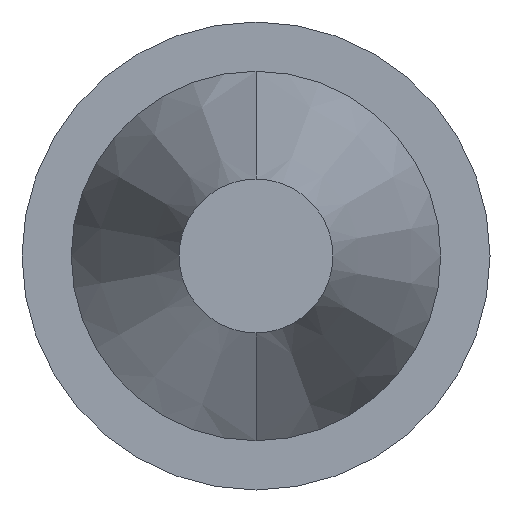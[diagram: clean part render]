
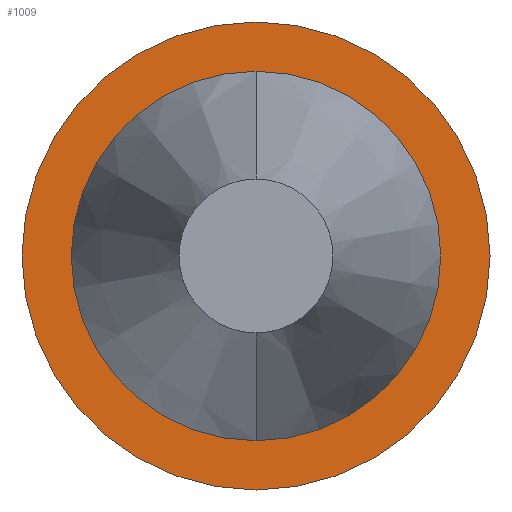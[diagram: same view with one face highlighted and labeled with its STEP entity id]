
A CAD part, front view. The second image highlights one B-rep face of the part: STEP entity #1009.
In plain terms, the highlighted planar face has unit normal (0, -1, 0).
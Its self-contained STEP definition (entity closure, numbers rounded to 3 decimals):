
#7 = VERTEX_POINT ( 'NONE', #51 ) ;
#51 = CARTESIAN_POINT ( 'NONE',  ( 0., 20.05, -2. ) ) ;
#169 = DIRECTION ( 'NONE',  ( 0., 1., 0. ) ) ;
#182 = AXIS2_PLACEMENT_3D ( 'NONE', #629, #169, #824 ) ;
#186 = ORIENTED_EDGE ( 'NONE', *, *, #230, .T. ) ;
#190 = CARTESIAN_POINT ( 'NONE',  ( 0., 20.05, 0. ) ) ;
#230 = EDGE_CURVE ( 'Defeature ausgef�hrt2_2+Defeature ausgef�hrt2_3+Defeature ausgef�hrt2_3+Defeature ausgef�hrt2_3', #260, #7, #265, .T. ) ;
#260 = VERTEX_POINT ( 'NONE', #1119 ) ;
#265 = CIRCLE ( 'NONE', #509, 2. ) ;
#350 = EDGE_CURVE ( 'Defeature ausgef�hrt2_1+Defeature ausgef�hrt2_2+Defeature ausgef�hrt2_2+Defeature ausgef�hrt2_2', #653, #729, #778, .T. ) ;
#392 = CARTESIAN_POINT ( 'NONE',  ( 0., 20.05, 3.8 ) ) ;
#426 = DIRECTION ( 'NONE',  ( 0., 0., 1. ) ) ;
#436 = AXIS2_PLACEMENT_3D ( 'NONE', #538, #708, #426 ) ;
#475 = EDGE_LOOP ( 'NONE', ( #186, #1029 ) ) ;
#509 = AXIS2_PLACEMENT_3D ( 'NONE', #1219, #647, #836 ) ;
#527 = AXIS2_PLACEMENT_3D ( 'NONE', #771, #579, #958 ) ;
#538 = CARTESIAN_POINT ( 'NONE',  ( 0., 20.05, 0. ) ) ;
#579 = DIRECTION ( 'NONE',  ( 0., 1., 0. ) ) ;
#594 = EDGE_CURVE ( 'Defeature ausgef�hrt2_2+Defeature ausgef�hrt2_3+Defeature ausgef�hrt2_3+Defeature ausgef�hrt2_3', #7, #260, #1194, .T. ) ;
#629 = CARTESIAN_POINT ( 'NONE',  ( 0., 20.05, 0. ) ) ;
#647 = DIRECTION ( 'NONE',  ( 0., 1., 0. ) ) ;
#653 = VERTEX_POINT ( 'NONE', #777 ) ;
#686 = FACE_OUTER_BOUND ( 'NONE', #1191, .T. ) ;
#708 = DIRECTION ( 'NONE',  ( 0., 1., 0. ) ) ;
#729 = VERTEX_POINT ( 'NONE', #392 ) ;
#771 = CARTESIAN_POINT ( 'NONE',  ( 0., 20.05, 0. ) ) ;
#777 = CARTESIAN_POINT ( 'NONE',  ( 0., 20.05, -3.8 ) ) ;
#778 = CIRCLE ( 'NONE', #527, 3.8 ) ;
#824 = DIRECTION ( 'NONE',  ( 0., 0., 1. ) ) ;
#836 = DIRECTION ( 'NONE',  ( 0., 0., 1. ) ) ;
#942 = EDGE_CURVE ( 'Defeature ausgef�hrt2_1+Defeature ausgef�hrt2_2+Defeature ausgef�hrt2_2+Defeature ausgef�hrt2_2', #729, #653, #1068, .T. ) ;
#958 = DIRECTION ( 'NONE',  ( 0., 0., 1. ) ) ;
#1009 = ADVANCED_FACE ( 'Defeature ausgef�hrt2_2', ( #1097, #686 ), #1012, .F. ) ;
#1012 = PLANE ( 'NONE',  #436 ) ;
#1018 = ORIENTED_EDGE ( 'NONE', *, *, #350, .F. ) ;
#1029 = ORIENTED_EDGE ( 'NONE', *, *, #594, .T. ) ;
#1068 = CIRCLE ( 'NONE', #182, 3.8 ) ;
#1097 = FACE_BOUND ( 'NONE', #475, .T. ) ;
#1117 = DIRECTION ( 'NONE',  ( 0., 0., 1. ) ) ;
#1119 = CARTESIAN_POINT ( 'NONE',  ( 0., 20.05, 2. ) ) ;
#1127 = AXIS2_PLACEMENT_3D ( 'NONE', #190, #1137, #1117 ) ;
#1137 = DIRECTION ( 'NONE',  ( 0., 1., 0. ) ) ;
#1191 = EDGE_LOOP ( 'NONE', ( #1018, #1218 ) ) ;
#1194 = CIRCLE ( 'NONE', #1127, 2. ) ;
#1218 = ORIENTED_EDGE ( 'NONE', *, *, #942, .F. ) ;
#1219 = CARTESIAN_POINT ( 'NONE',  ( 0., 20.05, 0. ) ) ;
